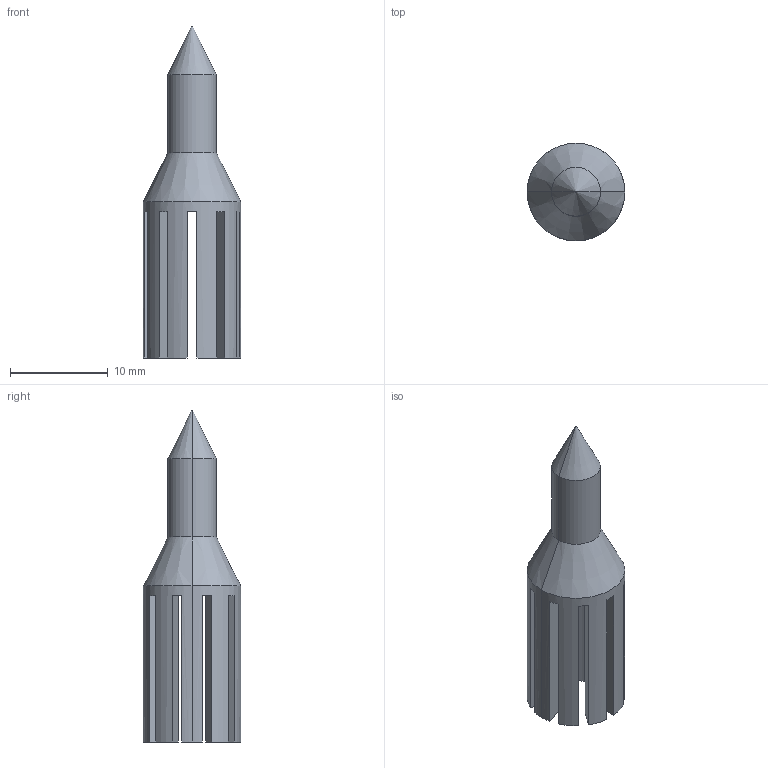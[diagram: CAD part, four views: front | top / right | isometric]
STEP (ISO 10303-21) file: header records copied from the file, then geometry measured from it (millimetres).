
FILE_DESCRIPTION (( 'STEP AP214' ), '1' );
FILE_NAME ('Pointe de centrage lame de 5.STEP', '2019-04-08T05:38:33', ( '' ), ( '' ), 'SwSTEP 2.0', 'SolidWorks 2014', '' );
FILE_SCHEMA (( 'AUTOMOTIVE_DESIGN' ));
Length unit declared in the file: millimetre
Products named in the file (1): Pointe de centrage lame de 5
Bounding box: 10 x 10 x 34 mm (x, y, z)
Volume: 951.2 mm3; surface area: 1470 mm2
Topology: 1 solids, 1 shells, 51 faces, 141 edges, 92 vertices
Faces by surface type: plane 32, cylinder 15, cone 4
Entity records: 1673 total; most frequent: DIRECTION 297, CARTESIAN_POINT 285, ORIENTED_EDGE 282, EDGE_CURVE 141, AXIS2_PLACEMENT_3D 104, VERTEX_POINT 92, LINE 89, VECTOR 89
